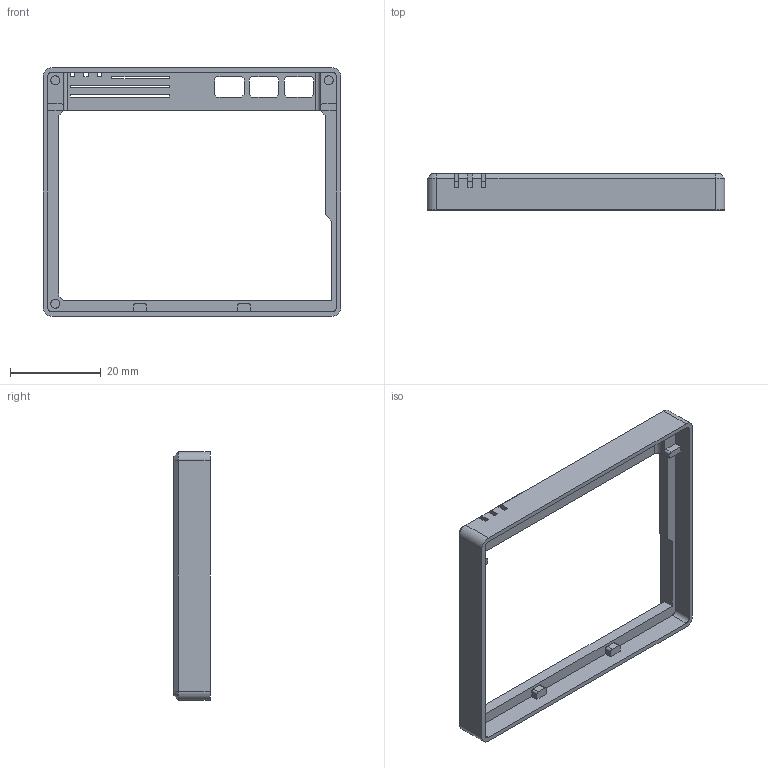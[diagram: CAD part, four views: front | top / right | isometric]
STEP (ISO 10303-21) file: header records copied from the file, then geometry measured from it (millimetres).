
FILE_DESCRIPTION (( 'STEP AP214' ), '1' );
FILE_NAME ('奻裔.STEP', '2024-09-30T06:34:08', ( '' ), ( '' ), 'SwSTEP 2.0', 'SolidWorks 2023', '' );
FILE_SCHEMA (( 'AUTOMOTIVE_DESIGN' ));
Length unit declared in the file: millimetre
Products named in the file (1): 上盖
Bounding box: 65.76 x 8 x 54.92 mm (x, y, z)
Volume: 3538.1 mm3; surface area: 5940.6 mm2
Topology: 1 solids, 1 shells, 131 faces, 384 edges, 252 vertices
Faces by surface type: plane 101, cylinder 26, cone 4
Entity records: 4361 total; most frequent: CARTESIAN_POINT 768, ORIENTED_EDGE 768, DIRECTION 704, EDGE_CURVE 384, VECTOR 328, LINE 328, VERTEX_POINT 252, AXIS2_PLACEMENT_3D 188
